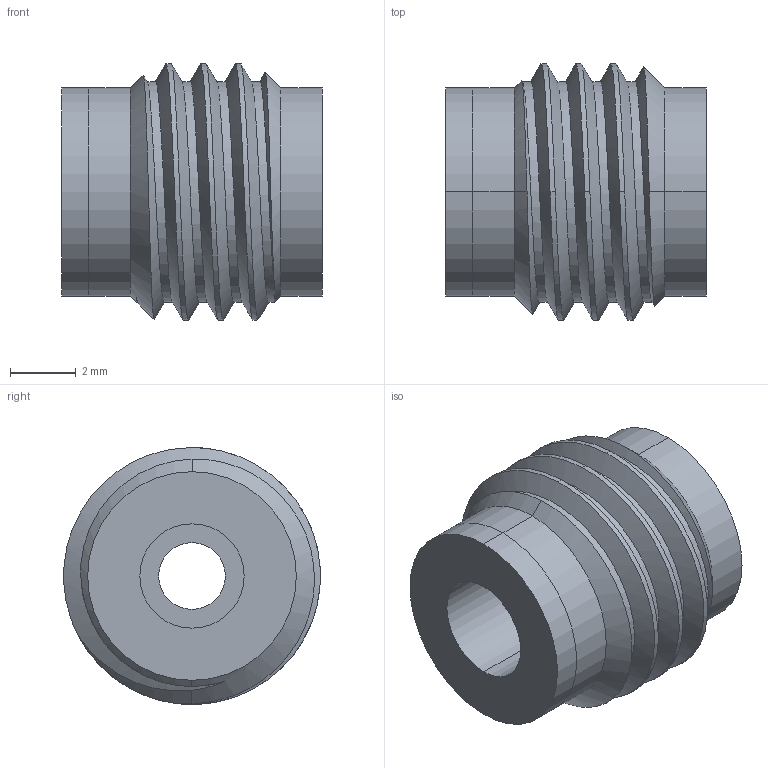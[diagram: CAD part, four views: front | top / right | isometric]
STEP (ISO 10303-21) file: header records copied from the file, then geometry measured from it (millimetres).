
FILE_DESCRIPTION (( 'STEP AP203' ), '1' );
FILE_NAME ('FR-SS-80.STEP', '2025-09-19T18:12:02', ( '' ), ( '' ), 'SwSTEP 2.0', 'SolidWorks 2018', '' );
FILE_SCHEMA (( 'CONFIG_CONTROL_DESIGN' ));
Length unit declared in the file: inch
Products named in the file (3): FR-SS-80; PRT-000069; PRT-002419
Assembly tree (2 placements, depth 2):
  FR-SS-80
    PRT-000069
    PRT-002419
Bounding box: 7.94 x 7.81 x 7.82 mm (x, y, z)
Volume: 212.9 mm3; surface area: 470.9 mm2
Topology: 2 solids, 2 shells, 69 faces, 161 edges, 98 vertices
Faces by surface type: cylinder 31, cone 20, plane 15, bspline 3
Entity records: 3516 total; most frequent: CARTESIAN_POINT 1699, DIRECTION 322, ORIENTED_EDGE 310, EDGE_CURVE 155, AXIS2_PLACEMENT_3D 130, VERTEX_POINT 98, EDGE_LOOP 81, FACE_OUTER_BOUND 69
